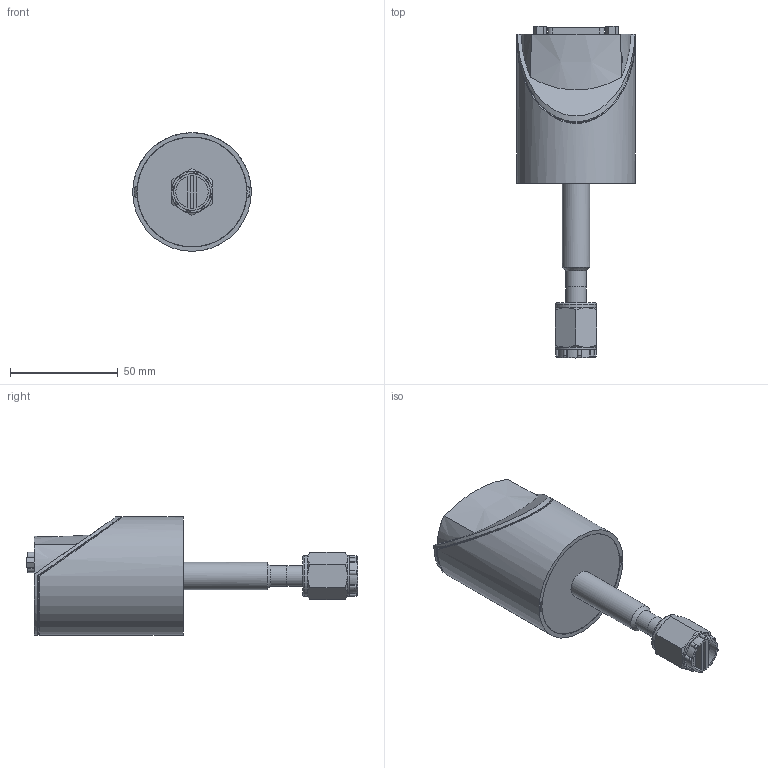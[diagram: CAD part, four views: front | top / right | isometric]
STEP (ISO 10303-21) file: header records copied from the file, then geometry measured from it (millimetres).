
FILE_DESCRIPTION(/* description */ (''),/* implementation_level */ '2;1');
FILE_NAME(/* name */ 'CDG025D 4 VCR-f.stp',/* time_stamp */ '2016-07-21T13:18:04+02:00',/* author */ ('GOP'),/* organization */ (''),/* preprocessor_version */ 'ST-DEVELOPER v15.2',/* originating_system */ 'Autodesk Inventor 2014',/* authorisation */ '');
FILE_SCHEMA (('CONFIG_CONTROL_DESIGN'));
Length unit declared in the file: millimetre
Products named in the file (1): CDG025D 4 VCR-f
Bounding box: 55 x 153.8 x 55 mm (x, y, z)
Volume: 45470.5 mm3; surface area: 47768.7 mm2
Topology: 4 solids, 6 shells, 789 faces, 2122 edges, 1393 vertices
Faces by surface type: plane 461, cylinder 175, bspline 102, cone 41, sphere 8, torus 2
Full cylindrical faces by diameter (mm): 0.4 x1, 1.3 x2, 2.156 x2, 2.6 x3, 2.8 x3, 2.845 x2, 2.9 x3, 3 x2, 3.2 x5, 3.4 x3, 6.4 x1, 7.9 x1, 8 x1, 9.5 x1, 9.525 x1, 9.6 x1, 9.9 x1, 10.2 x1, 10.6 x1, 10.8 x1, 11.3 x1, 12.6 x1, 12.7 x1, 12.8 x1, 19 x2, 50.85 x1, 51 x1, 54.8 x1, 55 x1
Entity records: 28248 total; most frequent: CARTESIAN_POINT 8823, ORIENTED_EDGE 4058, DIRECTION 3447, EDGE_CURVE 2025, VERTEX_POINT 1363, AXIS2_PLACEMENT_3D 1154, LINE 1139, VECTOR 1139
